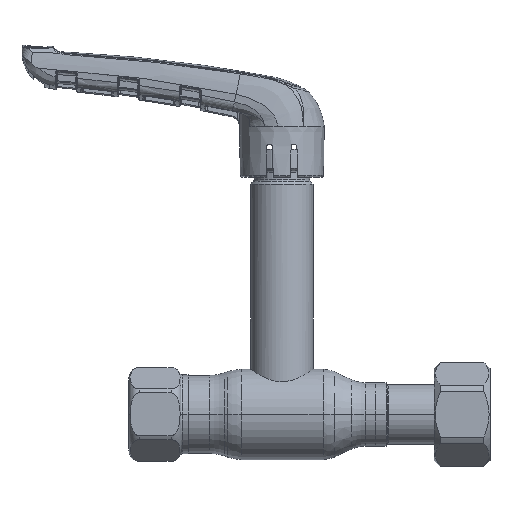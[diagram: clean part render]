
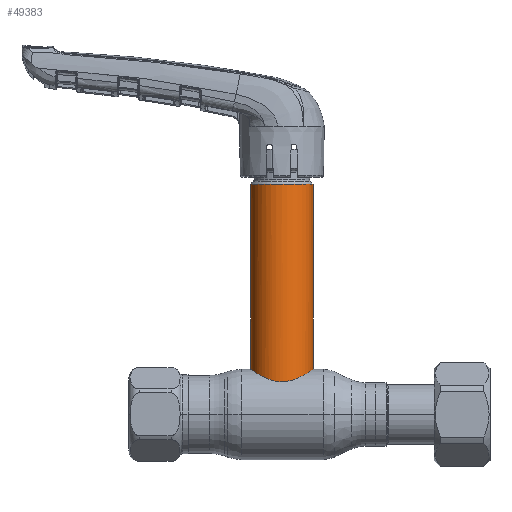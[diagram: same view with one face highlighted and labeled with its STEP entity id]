
A CAD part, top view. The second image highlights one B-rep face of the part: STEP entity #49383.
In plain terms, the highlighted cylindrical face has radius 9 mm (diameter 18 mm), a partial arc.
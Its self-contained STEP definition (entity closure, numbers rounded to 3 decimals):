
#46 = VERTEX_POINT ( 'NONE', #68616 ) ;
#531 = CIRCLE ( 'NONE', #44006, 9. ) ;
#4025 = CARTESIAN_POINT ( 'NONE',  ( -4.03, 10.207, 8.052 ) ) ;
#4487 = CARTESIAN_POINT ( 'NONE',  ( -8.985, 12.989, 0.608 ) ) ;
#4715 = CARTESIAN_POINT ( 'NONE',  ( -1.214, 9.441, 8.938 ) ) ;
#4942 = CARTESIAN_POINT ( 'NONE',  ( -5.931, 11.094, 6.793 ) ) ;
#6801 = VERTEX_POINT ( 'NONE', #10966 ) ;
#7123 = AXIS2_PLACEMENT_3D ( 'NONE', #31621, #64399, #54904 ) ;
#7403 = LINE ( 'NONE', #53103, #11573 ) ;
#9423 = CARTESIAN_POINT ( 'NONE',  ( -4.785, 10.529, 7.628 ) ) ;
#9639 = CARTESIAN_POINT ( 'NONE',  ( -5.495, 10.864, 7.151 ) ) ;
#9970 = ORIENTED_EDGE ( 'NONE', *, *, #57564, .T. ) ;
#10321 = CARTESIAN_POINT ( 'NONE',  ( 8.693, 12.789, 2.408 ) ) ;
#10966 = CARTESIAN_POINT ( 'NONE',  ( 9., 13., 0. ) ) ;
#11573 = VECTOR ( 'NONE', #31428, 1000. ) ;
#11720 = ORIENTED_EDGE ( 'NONE', *, *, #17395, .T. ) ;
#15052 = CARTESIAN_POINT ( 'NONE',  ( -2.961, 9.833, 8.504 ) ) ;
#17395 = EDGE_CURVE ( 'NONE', #44793, #46, #531, .T. ) ;
#18907 = CARTESIAN_POINT ( 'NONE',  ( -9., 0., 0. ) ) ;
#19421 = DIRECTION ( 'NONE',  ( 0., -1., 0. ) ) ;
#20224 = CARTESIAN_POINT ( 'NONE',  ( 5.508, 10.87, 7.141 ) ) ;
#20456 = CARTESIAN_POINT ( 'NONE',  ( 8.509, 12.664, 2.992 ) ) ;
#21140 = CARTESIAN_POINT ( 'NONE',  ( 7.121, 11.775, 5.534 ) ) ;
#23799 = CARTESIAN_POINT ( 'NONE',  ( -9., 13., 0. ) ) ;
#24377 = VECTOR ( 'NONE', #25034, 1000. ) ;
#25034 = DIRECTION ( 'NONE',  ( 0., -1., 0. ) ) ;
#25637 = CARTESIAN_POINT ( 'NONE',  ( -3.235, 9.92, 8.403 ) ) ;
#25863 = CARTESIAN_POINT ( 'NONE',  ( 9., 13., 0.617 ) ) ;
#26091 = CARTESIAN_POINT ( 'NONE',  ( -3.77, 10.107, 8.177 ) ) ;
#26556 = CARTESIAN_POINT ( 'NONE',  ( -6.731, 11.545, 5.981 ) ) ;
#27421 = EDGE_CURVE ( 'NONE', #44793, #6801, #7403, .T. ) ;
#27773 = ORIENTED_EDGE ( 'NONE', *, *, #27421, .F. ) ;
#29976 = EDGE_CURVE ( 'NONE', #46, #43229, #38721, .T. ) ;
#31283 = CARTESIAN_POINT ( 'NONE',  ( 1.229, 9.456, 8.921 ) ) ;
#31428 = DIRECTION ( 'NONE',  ( 0., -1., 0. ) ) ;
#31621 = CARTESIAN_POINT ( 'NONE',  ( 0., 0., 0. ) ) ;
#31727 = CARTESIAN_POINT ( 'NONE',  ( -2.103, 9.609, 8.756 ) ) ;
#36249 = CARTESIAN_POINT ( 'NONE',  ( 4.557, 10.421, 7.782 ) ) ;
#36487 = CARTESIAN_POINT ( 'NONE',  ( -2.396, 9.678, 8.68 ) ) ;
#36709 = CARTESIAN_POINT ( 'NONE',  ( -8.512, 12.666, 2.985 ) ) ;
#36937 = CARTESIAN_POINT ( 'NONE',  ( -7.273, 11.869, 5.31 ) ) ;
#37161 = CARTESIAN_POINT ( 'NONE',  ( 8.046, 12.358, 4.075 ) ) ;
#38721 = LINE ( 'NONE', #18907, #24377 ) ;
#41707 = CARTESIAN_POINT ( 'NONE',  ( -8.161, 12.434, 3.806 ) ) ;
#41932 = CARTESIAN_POINT ( 'NONE',  ( -7.099, 11.764, 5.539 ) ) ;
#42162 = CARTESIAN_POINT ( 'NONE',  ( -7.749, 12.167, 4.586 ) ) ;
#42389 = CARTESIAN_POINT ( 'NONE',  ( 0.624, 9.397, 8.983 ) ) ;
#42615 = CARTESIAN_POINT ( 'NONE',  ( 2.978, 9.838, 8.498 ) ) ;
#43229 = VERTEX_POINT ( 'NONE', #23799 ) ;
#44006 = AXIS2_PLACEMENT_3D ( 'NONE', #56863, #19421, #62801 ) ;
#44624 = CARTESIAN_POINT ( 'NONE',  ( 9., 66.219, 0. ) ) ;
#44793 = VERTEX_POINT ( 'NONE', #44624 ) ;
#45062 = FACE_OUTER_BOUND ( 'NONE', #55177, .T. ) ;
#46420 = B_SPLINE_CURVE_WITH_KNOTS ( 'NONE', 3,
 ( #63820, #47793, #4487, #69212, #53400, #68759, #36709, #41707, #48019, #42162, #57915, #36937, #41932, #26556, #68522, #4942, #9639, #9423, #58380, #4025, #26091, #25637, #15052, #36487, #31727, #4715, #47116, #58152, #42389, #31283, #58848, #63351, #47345, #42615, #52492, #52726, #36249, #20224, #69431, #53184, #21140, #64043, #37161, #20456, #10321, #47567, #25863, #68991 ),
 .UNSPECIFIED., .F., .F.,
 ( 4, 2, 2, 2, 2, 2, 2, 2, 2, 2, 2, 2, 2, 2, 2, 2, 2, 2, 2, 2, 2, 2, 2, 4 ),
 ( 0.029, 0.03, 0.031, 0.033, 0.034, 0.035, 0.036, 0.036, 0.038, 0.039, 0.04, 0.041, 0.042, 0.044, 0.045, 0.046, 0.047, 0.047, 0.049, 0.051, 0.053, 0.055, 0.057, 0.058 ),
 .UNSPECIFIED. ) ;
#47116 = CARTESIAN_POINT ( 'NONE',  ( -0.61, 9.38, 9. ) ) ;
#47345 = CARTESIAN_POINT ( 'NONE',  ( 2.411, 9.682, 8.676 ) ) ;
#47567 = CARTESIAN_POINT ( 'NONE',  ( 8.937, 12.956, 1.224 ) ) ;
#47793 = CARTESIAN_POINT ( 'NONE',  ( -9., 13., 0.304 ) ) ;
#48019 = CARTESIAN_POINT ( 'NONE',  ( -8.031, 12.348, 4.073 ) ) ;
#49383 = ADVANCED_FACE ( 'NONE', ( #45062 ), #52625, .T. ) ;
#52492 = CARTESIAN_POINT ( 'NONE',  ( 3.252, 9.925, 8.397 ) ) ;
#52625 = CYLINDRICAL_SURFACE ( 'NONE', #7123, 9. ) ;
#52726 = CARTESIAN_POINT ( 'NONE',  ( 4.053, 10.207, 8.057 ) ) ;
#52892 = ORIENTED_EDGE ( 'NONE', *, *, #29976, .T. ) ;
#53103 = CARTESIAN_POINT ( 'NONE',  ( 9., 0., 0. ) ) ;
#53184 = CARTESIAN_POINT ( 'NONE',  ( 6.75, 11.552, 5.98 ) ) ;
#53400 = CARTESIAN_POINT ( 'NONE',  ( -8.876, 12.914, 1.521 ) ) ;
#54904 = DIRECTION ( 'NONE',  ( 1., 0., 0. ) ) ;
#55177 = EDGE_LOOP ( 'NONE', ( #11720, #52892, #9970, #27773 ) ) ;
#56863 = CARTESIAN_POINT ( 'NONE',  ( 0., 66.219, 0. ) ) ;
#57564 = EDGE_CURVE ( 'NONE', #43229, #6801, #46420, .T. ) ;
#57915 = CARTESIAN_POINT ( 'NONE',  ( -7.598, 12.071, 4.833 ) ) ;
#58152 = CARTESIAN_POINT ( 'NONE',  ( 0.315, 9.381, 9. ) ) ;
#58380 = CARTESIAN_POINT ( 'NONE',  ( -4.538, 10.418, 7.778 ) ) ;
#58848 = CARTESIAN_POINT ( 'NONE',  ( 1.528, 9.5, 8.874 ) ) ;
#62801 = DIRECTION ( 'NONE',  ( 1., 0., 0. ) ) ;
#63351 = CARTESIAN_POINT ( 'NONE',  ( 2.118, 9.613, 8.752 ) ) ;
#63820 = CARTESIAN_POINT ( 'NONE',  ( -9., 13., 0. ) ) ;
#64043 = CARTESIAN_POINT ( 'NONE',  ( 7.768, 12.177, 4.582 ) ) ;
#64399 = DIRECTION ( 'NONE',  ( 0., -1., 0. ) ) ;
#68522 = CARTESIAN_POINT ( 'NONE',  ( -6.537, 11.433, 6.193 ) ) ;
#68616 = CARTESIAN_POINT ( 'NONE',  ( -9., 66.219, 0. ) ) ;
#68759 = CARTESIAN_POINT ( 'NONE',  ( -8.691, 12.788, 2.414 ) ) ;
#68991 = CARTESIAN_POINT ( 'NONE',  ( 9., 13., 0. ) ) ;
#69212 = CARTESIAN_POINT ( 'NONE',  ( -8.923, 12.947, 1.216 ) ) ;
#69431 = CARTESIAN_POINT ( 'NONE',  ( 5.945, 11.101, 6.781 ) ) ;
